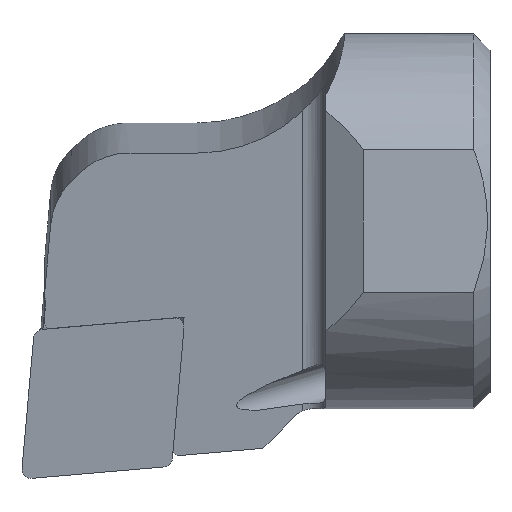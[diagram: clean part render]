
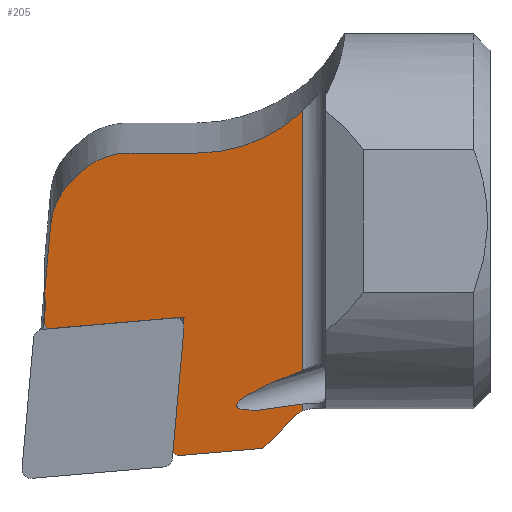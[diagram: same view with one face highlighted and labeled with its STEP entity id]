
A CAD part, top view. The second image highlights one B-rep face of the part: STEP entity #205.
In plain terms, the highlighted planar face has unit normal (0, -0.139, 0.99).
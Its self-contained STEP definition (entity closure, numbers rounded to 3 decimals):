
#40=ELLIPSE('',#903,5.748,0.8);
#60=B_SPLINE_CURVE_WITH_KNOTS('',3,(#1309,#1310,#1311,#1312),
 .UNSPECIFIED.,.F.,.F.,(4,4),(0.,1.),.UNSPECIFIED.);
#62=B_SPLINE_CURVE_WITH_KNOTS('',3,(#1323,#1324,#1325,#1326,#1327,#1328,
#1329),.UNSPECIFIED.,.F.,.F.,(4,3,4),(0.,0.673,1.),
 .UNSPECIFIED.);
#205=ADVANCED_FACE('',(#266),#230,.F.);
#230=PLANE('',#904);
#266=FACE_OUTER_BOUND('',#306,.T.);
#306=EDGE_LOOP('',(#590,#591,#592,#593,#594,#595,#596,#597,#598,#599,#600,
#601,#602,#603,#604,#605,#606,#607));
#330=LINE('',#1194,#384);
#331=LINE('',#1226,#385);
#338=LINE('',#1243,#392);
#341=LINE('',#1252,#395);
#344=LINE('',#1261,#398);
#356=LINE('',#1382,#410);
#358=LINE('',#1386,#412);
#363=LINE('',#1429,#417);
#366=LINE('',#1459,#420);
#384=VECTOR('',#966,1.);
#385=VECTOR('',#971,1.);
#392=VECTOR('',#982,1.);
#395=VECTOR('',#989,1.);
#398=VECTOR('',#996,1.);
#410=VECTOR('',#1052,1.);
#412=VECTOR('',#1056,1.);
#417=VECTOR('',#1083,1.);
#420=VECTOR('',#1102,1.);
#590=ORIENTED_EDGE('',*,*,#786,.F.);
#591=ORIENTED_EDGE('',*,*,#784,.F.);
#592=ORIENTED_EDGE('',*,*,#791,.F.);
#593=ORIENTED_EDGE('',*,*,#736,.F.);
#594=ORIENTED_EDGE('',*,*,#767,.F.);
#595=ORIENTED_EDGE('',*,*,#770,.F.);
#596=ORIENTED_EDGE('',*,*,#731,.T.);
#597=ORIENTED_EDGE('',*,*,#807,.T.);
#598=ORIENTED_EDGE('',*,*,#808,.T.);
#599=ORIENTED_EDGE('',*,*,#794,.F.);
#600=ORIENTED_EDGE('',*,*,#799,.F.);
#601=ORIENTED_EDGE('',*,*,#801,.F.);
#602=ORIENTED_EDGE('',*,*,#748,.F.);
#603=ORIENTED_EDGE('',*,*,#803,.F.);
#604=ORIENTED_EDGE('',*,*,#752,.F.);
#605=ORIENTED_EDGE('',*,*,#775,.F.);
#606=ORIENTED_EDGE('',*,*,#744,.F.);
#607=ORIENTED_EDGE('',*,*,#790,.F.);
#651=VERTEX_POINT('',#1193);
#652=VERTEX_POINT('',#1195);
#656=VERTEX_POINT('',#1225);
#657=VERTEX_POINT('',#1227);
#664=VERTEX_POINT('',#1242);
#665=VERTEX_POINT('',#1244);
#668=VERTEX_POINT('',#1251);
#669=VERTEX_POINT('',#1253);
#672=VERTEX_POINT('',#1260);
#673=VERTEX_POINT('',#1262);
#685=VERTEX_POINT('',#1308);
#692=VERTEX_POINT('',#1381);
#693=VERTEX_POINT('',#1383);
#694=VERTEX_POINT('',#1387);
#696=VERTEX_POINT('',#1403);
#697=VERTEX_POINT('',#1405);
#700=VERTEX_POINT('',#1428);
#702=VERTEX_POINT('',#1458);
#731=EDGE_CURVE('',#652,#651,#330,.T.);
#736=EDGE_CURVE('',#656,#657,#331,.T.);
#744=EDGE_CURVE('',#664,#665,#338,.T.);
#748=EDGE_CURVE('',#668,#669,#341,.T.);
#752=EDGE_CURVE('',#672,#673,#344,.T.);
#767=EDGE_CURVE('',#685,#656,#60,.T.);
#770=EDGE_CURVE('',#652,#685,#62,.T.);
#775=EDGE_CURVE('',#665,#672,#826,.T.);
#784=EDGE_CURVE('',#692,#693,#356,.T.);
#786=EDGE_CURVE('',#693,#694,#358,.T.);
#790=EDGE_CURVE('',#694,#664,#829,.T.);
#791=EDGE_CURVE('',#657,#692,#830,.T.);
#794=EDGE_CURVE('',#696,#697,#831,.T.);
#799=EDGE_CURVE('',#700,#696,#363,.T.);
#801=EDGE_CURVE('',#669,#700,#832,.T.);
#803=EDGE_CURVE('',#673,#668,#833,.T.);
#807=EDGE_CURVE('',#651,#702,#40,.T.);
#808=EDGE_CURVE('',#702,#697,#366,.T.);
#826=CIRCLE('',#879,6.5);
#829=CIRCLE('',#890,0.6);
#830=CIRCLE('',#892,0.6);
#831=CIRCLE('',#894,6.5);
#832=CIRCLE('',#897,3.);
#833=CIRCLE('',#899,3.);
#879=AXIS2_PLACEMENT_3D('',#1363,#1035,#1036);
#890=AXIS2_PLACEMENT_3D('',#1393,#1067,#1068);
#892=AXIS2_PLACEMENT_3D('',#1395,#1071,#1072);
#894=AXIS2_PLACEMENT_3D('',#1404,#1076,#1077);
#897=AXIS2_PLACEMENT_3D('',#1441,#1086,#1087);
#899=AXIS2_PLACEMENT_3D('',#1450,#1090,#1091);
#903=AXIS2_PLACEMENT_3D('',#1457,#1100,#1101);
#904=AXIS2_PLACEMENT_3D('',#1460,#1103,#1104);
#966=DIRECTION('',(0.,0.99,0.139));
#971=DIRECTION('',(-0.996,-0.085,-0.012));
#982=DIRECTION('',(0.088,0.986,0.139));
#989=DIRECTION('',(0.707,0.7,0.098));
#996=DIRECTION('',(0.088,0.986,0.139));
#1035=DIRECTION('',(0.,-0.139,0.99));
#1036=DIRECTION('',(0.,0.99,0.139));
#1052=DIRECTION('',(0.088,0.986,0.139));
#1056=DIRECTION('',(-0.996,-0.085,-0.012));
#1067=DIRECTION('',(0.,0.139,-0.99));
#1068=DIRECTION('',(0.,0.99,0.139));
#1071=DIRECTION('',(0.,0.139,-0.99));
#1072=DIRECTION('',(0.,0.99,0.139));
#1076=DIRECTION('',(0.,-0.139,0.99));
#1077=DIRECTION('',(0.,0.99,0.139));
#1083=DIRECTION('',(1.,0.,0.));
#1086=DIRECTION('',(0.,0.139,-0.99));
#1087=DIRECTION('',(0.,0.99,0.139));
#1090=DIRECTION('',(0.,0.139,-0.99));
#1091=DIRECTION('',(0.,0.99,0.139));
#1100=DIRECTION('',(0.,0.139,-0.99));
#1101=DIRECTION('',(0.961,0.273,0.038));
#1102=DIRECTION('',(0.,0.99,0.139));
#1103=DIRECTION('',(0.,0.139,-0.99));
#1104=DIRECTION('',(0.,0.99,0.139));
#1193=CARTESIAN_POINT('',(12.,-7.793,0.148));
#1194=CARTESIAN_POINT('',(12.,5.912,2.074));
#1195=CARTESIAN_POINT('',(12.,-8.089,0.106));
#1225=CARTESIAN_POINT('',(10.316,-9.683,-0.118));
#1226=CARTESIAN_POINT('',(13.685,-9.394,-0.077));
#1227=CARTESIAN_POINT('',(6.661,-9.997,-0.162));
#1242=CARTESIAN_POINT('',(0.982,-4.363,0.63));
#1243=CARTESIAN_POINT('',(0.474,-10.061,-0.171));
#1244=CARTESIAN_POINT('',(1.011,-4.039,0.675));
#1251=CARTESIAN_POINT('',(2.132,1.689,1.48));
#1252=CARTESIAN_POINT('',(2.483,2.035,1.529));
#1253=CARTESIAN_POINT('',(2.483,2.035,1.529));
#1260=CARTESIAN_POINT('',(1.009,-3.023,0.818));
#1261=CARTESIAN_POINT('',(1.265,-0.151,1.222));
#1262=CARTESIAN_POINT('',(1.265,-0.151,1.222));
#1308=CARTESIAN_POINT('',(11.707,-8.293,0.078));
#1309=CARTESIAN_POINT('',(11.707,-8.293,0.078));
#1310=CARTESIAN_POINT('',(11.244,-8.757,0.012));
#1311=CARTESIAN_POINT('',(10.78,-9.22,-0.053));
#1312=CARTESIAN_POINT('',(10.316,-9.683,-0.118));
#1323=CARTESIAN_POINT('',(12.,-8.089,0.106));
#1324=CARTESIAN_POINT('',(11.927,-8.122,0.101));
#1325=CARTESIAN_POINT('',(11.858,-8.165,0.096));
#1326=CARTESIAN_POINT('',(11.795,-8.214,0.089));
#1327=CARTESIAN_POINT('',(11.764,-8.239,0.085));
#1328=CARTESIAN_POINT('',(11.735,-8.265,0.081));
#1329=CARTESIAN_POINT('',(11.707,-8.293,0.078));
#1363=CARTESIAN_POINT('',(-5.47,-3.543,0.745));
#1381=CARTESIAN_POINT('',(6.442,-9.793,-0.133));
#1382=CARTESIAN_POINT('',(6.387,-10.404,-0.219));
#1383=CARTESIAN_POINT('',(6.951,-4.087,0.669));
#1386=CARTESIAN_POINT('',(5.879,-4.179,0.656));
#1387=CARTESIAN_POINT('',(1.188,-4.581,0.599));
#1393=CARTESIAN_POINT('',(1.509,-4.08,0.67));
#1395=CARTESIAN_POINT('',(6.949,-9.475,-0.089));
#1403=CARTESIAN_POINT('',(7.5,2.906,1.651));
#1404=CARTESIAN_POINT('',(7.5,9.342,2.556));
#1405=CARTESIAN_POINT('',(12.,4.697,1.903));
#1428=CARTESIAN_POINT('',(4.604,2.906,1.651));
#1429=CARTESIAN_POINT('',(7.5,2.906,1.651));
#1441=CARTESIAN_POINT('',(4.604,-0.065,1.234));
#1450=CARTESIAN_POINT('',(4.254,-0.412,1.185));
#1457=CARTESIAN_POINT('',(14.731,-6.317,0.355));
#1458=CARTESIAN_POINT('',(12.,-6.36,0.349));
#1459=CARTESIAN_POINT('',(12.,5.912,2.074));
#1460=CARTESIAN_POINT('',(0.,-0.171,1.219));
